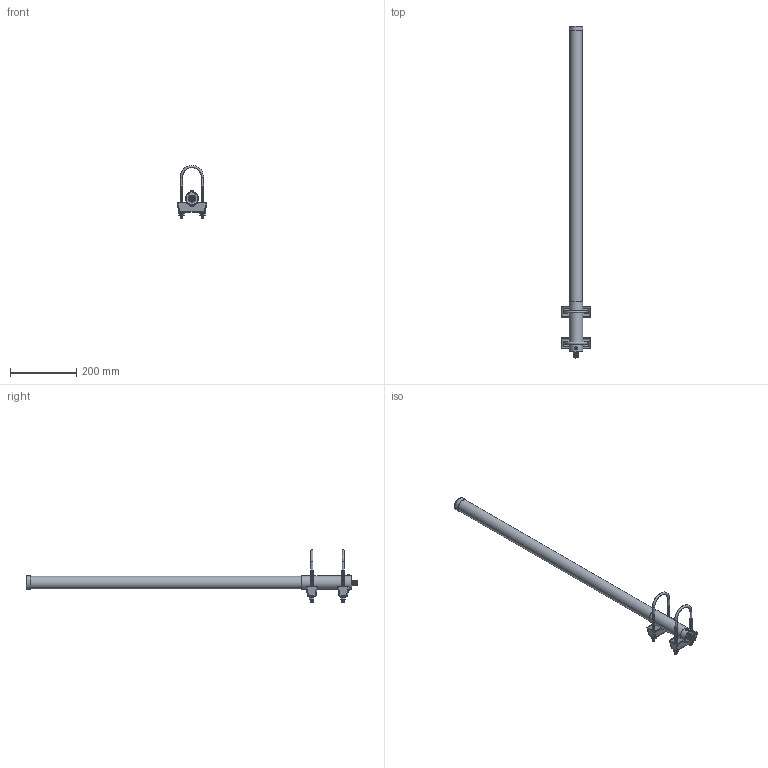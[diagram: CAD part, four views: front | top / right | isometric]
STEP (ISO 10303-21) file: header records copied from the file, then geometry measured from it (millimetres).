
FILE_DESCRIPTION (( 'STEP AP214' ), '1' );
FILE_NAME ('PE51OM1043_3D.STEP', '2021-05-18T15:24:27', ( '' ), ( '' ), 'SwSTEP 2.0', 'SolidWorks 2020', '' );
FILE_SCHEMA (( 'AUTOMOTIVE_DESIGN' ));
Length unit declared in the file: millimetre
Products named in the file (15): Copy of DIANPIAN_8^Copy of JM-1UI_ASM_PE51OM1043; Copy of TANJIE_4^PE51OM1043; Copy of TAOGUAN^PE51OM1043; Copy of JIETOUTAO2^PE51OM1043; Copy of GUAN-960^PE51OM1043; Copy of JM_1UI_02^Copy of JM-1UI_ASM_PE51OM1043; Copy of TANJIE_8^Copy of JM-1UI_ASM_PE51OM1043; PE51OM1043_3D; Copy of JM_1UI_01^Copy of JM-1UI_ASM_PE51OM1043; Copy of DIANPIAN_4^PE51OM1043; Copy of LUOMU_M8^Copy of JM-1UI_ASM_PE51OM1043; Copy of TIANXIANDING-38^PE51OM1043; Copy of JM-1UI_ASM^PE51OM1043; Copy of WNFG9E_06^PE51OM1043; Copy of PM4X10^PE51OM1043
Assembly tree (21 placements, depth 3):
  PE51OM1043_3D
    Copy of JIETOUTAO2^PE51OM1043
    Copy of GUAN-960^PE51OM1043
    Copy of TIANXIANDING-38^PE51OM1043
    Copy of WNFG9E_06^PE51OM1043
    Copy of TAOGUAN^PE51OM1043
    Copy of JM-1UI_ASM^PE51OM1043  x2
      Copy of JM_1UI_02^Copy of JM-1UI_ASM_PE51OM1043
      Copy of JM_1UI_01^Copy of JM-1UI_ASM_PE51OM1043
      Copy of DIANPIAN_8^Copy of JM-1UI_ASM_PE51OM1043
      Copy of TANJIE_8^Copy of JM-1UI_ASM_PE51OM1043
      Copy of LUOMU_M8^Copy of JM-1UI_ASM_PE51OM1043
    Copy of DIANPIAN_4^PE51OM1043  x2
    Copy of TANJIE_4^PE51OM1043  x2
    Copy of PM4X10^PE51OM1043  x2
Bounding box: 90 x 1001 x 159.97 mm (x, y, z)
Volume: 326664.3 mm3; surface area: 330163.5 mm2
Topology: 27 solids, 27 shells, 674 faces, 1910 edges, 1286 vertices
Faces by surface type: bspline 258, plane 231, cylinder 146, cone 39
Full cylindrical faces by diameter (mm): 1.3 x1, 1.5 x1, 3 x2, 3.5 x2, 3.6 x1, 4 x2, 4.5 x4, 5.9 x1, 6.8 x2, 7 x4, 8.1 x4, 8.3 x1, 8.75 x2, 13.5 x1, 14 x2, 15.7 x17, 16 x1, 18 x5, 20 x1, 21 x1, 34 x1, 37.5 x1, 38 x2, 38.5 x1, 40 x1, 40.5 x1
Entity records: 50157 total; most frequent: CARTESIAN_POINT 40754, ORIENTED_EDGE 1880, EDGE_CURVE 940, DIRECTION 939, VERTEX_POINT 673, B_SPLINE_CURVE_WITH_KNOTS 567, EDGE_LOOP 447, FACE_OUTER_BOUND 397
